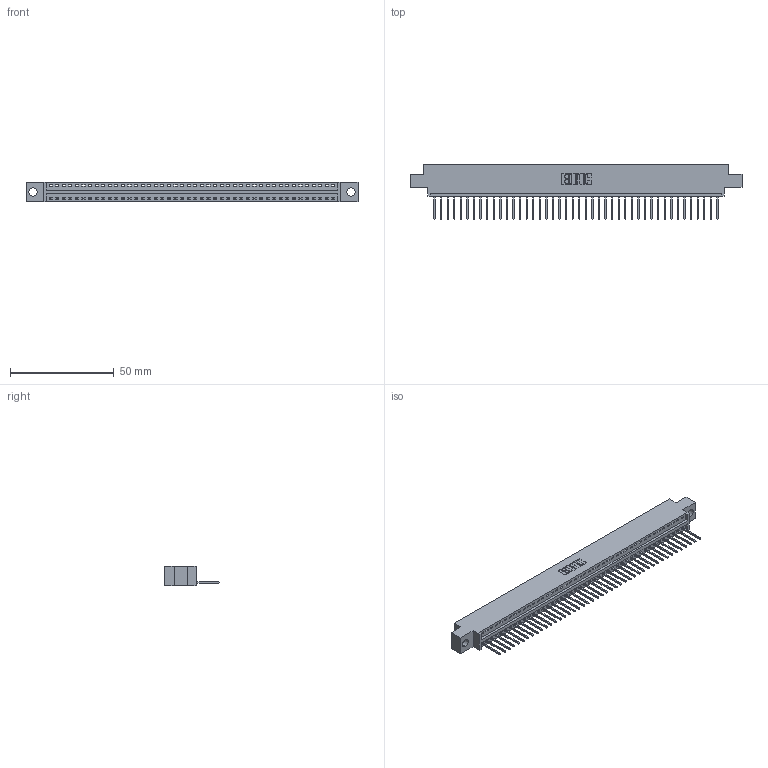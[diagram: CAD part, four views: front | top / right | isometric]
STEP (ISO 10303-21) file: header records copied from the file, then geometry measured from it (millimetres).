
FILE_DESCRIPTION (( 'STEP AP203' ), '1' );
FILE_NAME ('346-044-522-604.STEP', '2022-05-09T16:59:01', ( '' ), ( '' ), 'SwSTEP 2.0', 'SolidWorks 2020', '' );
FILE_SCHEMA (( 'CONFIG_CONTROL_DESIGN' ));
Length unit declared in the file: inch
Products named in the file (3): 346-044-522-604; 346 Part_0.170 Offset - 0.156 Dia-TH; 345-292-001_345-293-122
Assembly tree (45 placements, depth 2):
  346-044-522-604
    346 Part_0.170 Offset - 0.156 Dia-TH
    345-292-001_345-293-122  x44
Bounding box: 160.27 x 26.42 x 9.4 mm (x, y, z)
Volume: 15100.5 mm3; surface area: 19054.8 mm2
Topology: 45 solids, 45 shells, 2692 faces, 8121 edges, 5354 vertices
Faces by surface type: plane 1854, cylinder 838
Entity records: 27607 total; most frequent: CARTESIAN_POINT 4742, ORIENTED_EDGE 4718, DIRECTION 4179, EDGE_CURVE 2359, VECTOR 2051, LINE 2051, VERTEX_POINT 1570, AXIS2_PLACEMENT_3D 1064
